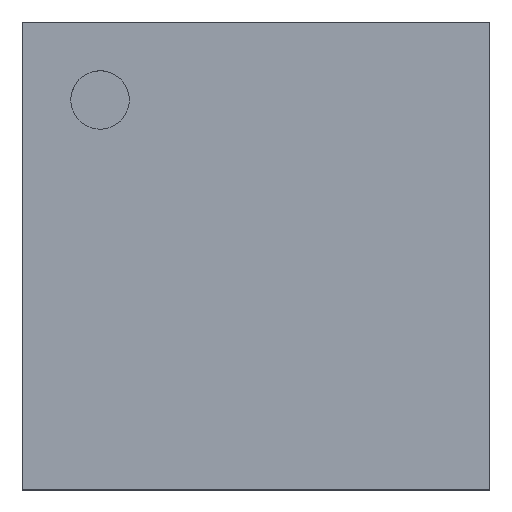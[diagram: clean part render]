
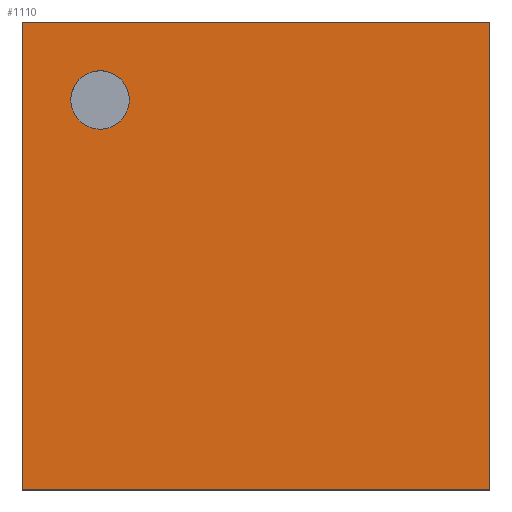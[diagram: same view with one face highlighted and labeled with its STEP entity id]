
A CAD part, top view. The second image highlights one B-rep face of the part: STEP entity #1110.
In plain terms, the highlighted planar face has unit normal (0, 0, 1).
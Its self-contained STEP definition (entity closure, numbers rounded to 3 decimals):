
#21 = CARTESIAN_POINT ( 'NONE',  ( 5., 0., 1.2 ) ) ;
#33 = CARTESIAN_POINT ( 'NONE',  ( 0., 0., 1.2 ) ) ;
#41 = VECTOR ( 'NONE', #633, 1000. ) ;
#42 = ORIENTED_EDGE ( 'NONE', *, *, #1021, .F. ) ;
#68 = CARTESIAN_POINT ( 'NONE',  ( 0., 0., 1.2 ) ) ;
#108 = EDGE_CURVE ( 'NONE', #456, #594, #674, .T. ) ;
#110 = CARTESIAN_POINT ( 'NONE',  ( 0.521, 4.167, 1.2 ) ) ;
#127 = CIRCLE ( 'NONE', #509, 0.313 ) ;
#174 = VECTOR ( 'NONE', #642, 1000. ) ;
#190 = ORIENTED_EDGE ( 'NONE', *, *, #1149, .T. ) ;
#194 = EDGE_CURVE ( 'NONE', #452, #1199, #1235, .T. ) ;
#220 = DIRECTION ( 'NONE',  ( 0., 0., 1. ) ) ;
#232 = CARTESIAN_POINT ( 'NONE',  ( 0.833, 4.167, 1.2 ) ) ;
#246 = DIRECTION ( 'NONE',  ( 1., 0., 0. ) ) ;
#318 = FACE_OUTER_BOUND ( 'NONE', #1066, .T. ) ;
#331 = VECTOR ( 'NONE', #246, 1000. ) ;
#452 = VERTEX_POINT ( 'NONE', #110 ) ;
#456 = VERTEX_POINT ( 'NONE', #933 ) ;
#466 = ORIENTED_EDGE ( 'NONE', *, *, #108, .F. ) ;
#469 = CARTESIAN_POINT ( 'NONE',  ( 0.833, 4.167, 1.2 ) ) ;
#509 = AXIS2_PLACEMENT_3D ( 'NONE', #469, #677, #894 ) ;
#514 = LINE ( 'NONE', #21, #41 ) ;
#525 = DIRECTION ( 'NONE',  ( 1., 0., 0. ) ) ;
#533 = CARTESIAN_POINT ( 'NONE',  ( 0., 0., 1.2 ) ) ;
#534 = VERTEX_POINT ( 'NONE', #1256 ) ;
#551 = AXIS2_PLACEMENT_3D ( 'NONE', #232, #964, #645 ) ;
#568 = CARTESIAN_POINT ( 'NONE',  ( 1.146, 4.167, 1.2 ) ) ;
#569 = VERTEX_POINT ( 'NONE', #33 ) ;
#594 = VERTEX_POINT ( 'NONE', #794 ) ;
#623 = AXIS2_PLACEMENT_3D ( 'NONE', #735, #220, #525 ) ;
#633 = DIRECTION ( 'NONE',  ( 0., -1., 0. ) ) ;
#640 = ORIENTED_EDGE ( 'NONE', *, *, #194, .T. ) ;
#642 = DIRECTION ( 'NONE',  ( 1., 0., 0. ) ) ;
#645 = DIRECTION ( 'NONE',  ( 1., 0., 0. ) ) ;
#647 = EDGE_LOOP ( 'NONE', ( #190, #640 ) ) ;
#674 = LINE ( 'NONE', #746, #331 ) ;
#677 = DIRECTION ( 'NONE',  ( 0., 0., -1. ) ) ;
#735 = CARTESIAN_POINT ( 'NONE',  ( 0., 0., 1.2 ) ) ;
#746 = CARTESIAN_POINT ( 'NONE',  ( 0., 5., 1.2 ) ) ;
#782 = EDGE_CURVE ( 'NONE', #569, #534, #958, .T. ) ;
#794 = CARTESIAN_POINT ( 'NONE',  ( 5., 5., 1.2 ) ) ;
#850 = LINE ( 'NONE', #533, #948 ) ;
#871 = ORIENTED_EDGE ( 'NONE', *, *, #951, .T. ) ;
#894 = DIRECTION ( 'NONE',  ( 1., 0., 0. ) ) ;
#933 = CARTESIAN_POINT ( 'NONE',  ( 0., 5., 1.2 ) ) ;
#948 = VECTOR ( 'NONE', #953, 1000. ) ;
#951 = EDGE_CURVE ( 'NONE', #456, #569, #850, .T. ) ;
#953 = DIRECTION ( 'NONE',  ( 0., -1., 0. ) ) ;
#955 = PLANE ( 'NONE',  #623 ) ;
#958 = LINE ( 'NONE', #68, #174 ) ;
#961 = FACE_BOUND ( 'NONE', #647, .T. ) ;
#964 = DIRECTION ( 'NONE',  ( 0., 0., -1. ) ) ;
#1021 = EDGE_CURVE ( 'NONE', #594, #534, #514, .T. ) ;
#1066 = EDGE_LOOP ( 'NONE', ( #42, #466, #871, #1090 ) ) ;
#1090 = ORIENTED_EDGE ( 'NONE', *, *, #782, .T. ) ;
#1110 = ADVANCED_FACE ( 'NONE', ( #961, #318 ), #955, .T. ) ;
#1149 = EDGE_CURVE ( 'NONE', #1199, #452, #127, .T. ) ;
#1199 = VERTEX_POINT ( 'NONE', #568 ) ;
#1235 = CIRCLE ( 'NONE', #551, 0.313 ) ;
#1256 = CARTESIAN_POINT ( 'NONE',  ( 5., 0., 1.2 ) ) ;
